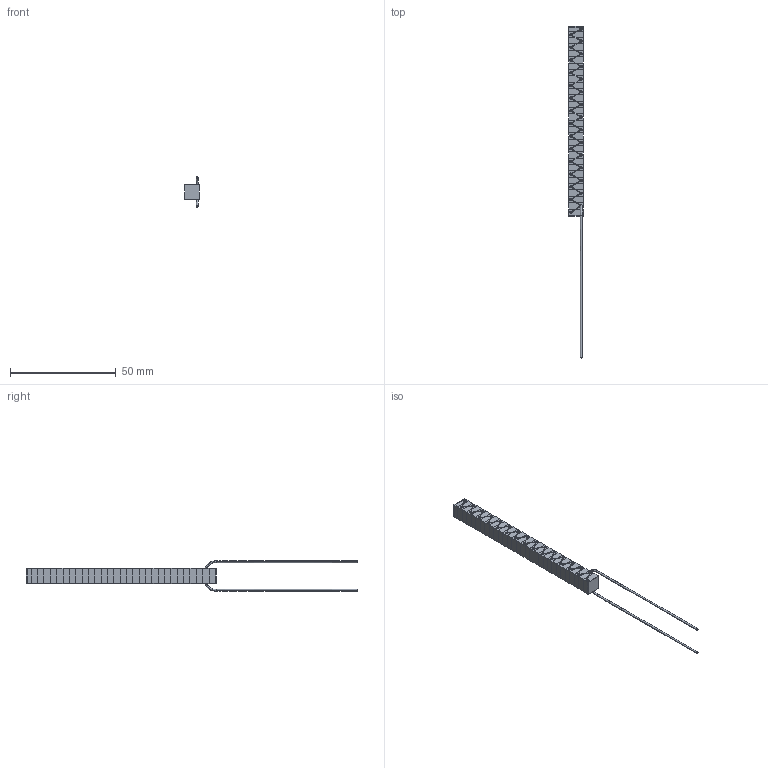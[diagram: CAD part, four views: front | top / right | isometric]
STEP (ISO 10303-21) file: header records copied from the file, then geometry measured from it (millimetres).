
FILE_DESCRIPTION (( 'STEP AP214' ), '1' );
FILE_NAME ('CTN009153.STEP', '2016-07-11T08:23:16', ( '' ), ( '' ), 'SwSTEP 2.0', 'SolidWorks 2016', '' );
FILE_SCHEMA (( 'AUTOMOTIVE_DESIGN' ));
Length unit declared in the file: millimetre
Products named in the file (1): CTN009153
Bounding box: 7 x 157.15 x 14.42 mm (x, y, z)
Volume: 8869.3 mm3; surface area: 11639.5 mm2
Topology: 4 solids, 4 shells, 914 faces, 2652 edges, 1746 vertices
Faces by surface type: plane 550, bspline 124, sphere 120, cylinder 120
Entity records: 40329 total; most frequent: CARTESIAN_POINT 13137, ORIENTED_EDGE 5304, DIRECTION 4018, EDGE_CURVE 2652, VERTEX_POINT 1746, LINE 1452, VECTOR 1452, AXIS2_PLACEMENT_3D 1283
